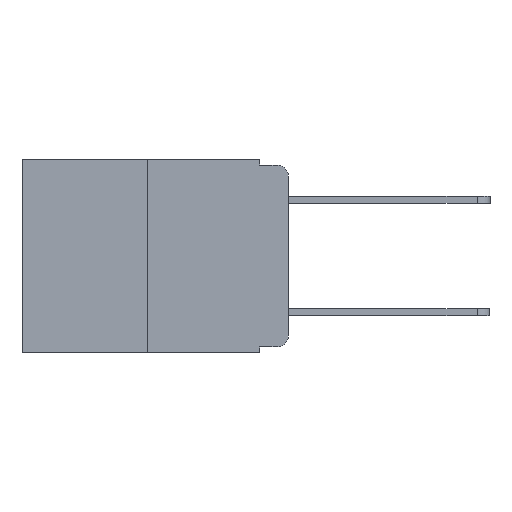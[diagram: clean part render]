
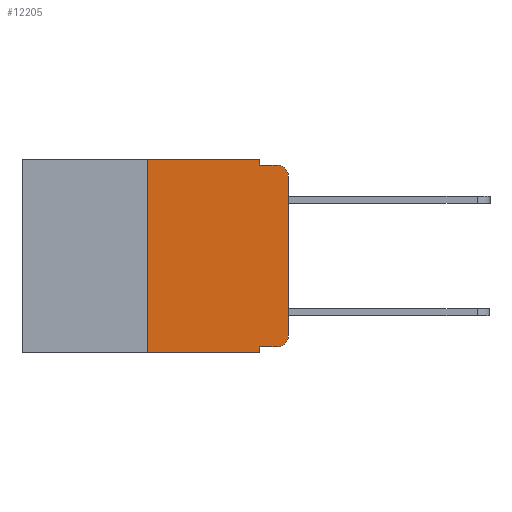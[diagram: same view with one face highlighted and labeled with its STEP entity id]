
A CAD part, left-side view. The second image highlights one B-rep face of the part: STEP entity #12205.
In plain terms, the highlighted planar face has unit normal (-1, 0, 0).
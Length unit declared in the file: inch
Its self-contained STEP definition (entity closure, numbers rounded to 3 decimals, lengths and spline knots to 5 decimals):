
#45 = VECTOR ( 'NONE', #7475, 39.37008 ) ;
#218 = EDGE_CURVE ( 'NONE', #17989, #510, #16721, .T. ) ;
#346 = VECTOR ( 'NONE', #6995, 39.37008 ) ;
#510 = VERTEX_POINT ( 'NONE', #18903 ) ;
#765 = CARTESIAN_POINT ( 'NONE',  ( 0., 0.02, -0.333 ) ) ;
#881 = PLANE ( 'NONE',  #7000 ) ;
#1321 = EDGE_CURVE ( 'NONE', #12179, #17989, #10635, .T. ) ;
#1631 = VECTOR ( 'NONE', #4189, 39.37008 ) ;
#1675 = VECTOR ( 'NONE', #5453, 39.37008 ) ;
#1824 = ORIENTED_EDGE ( 'NONE', *, *, #3420, .T. ) ;
#1895 = LINE ( 'NONE', #6068, #14693 ) ;
#2338 = ORIENTED_EDGE ( 'NONE', *, *, #9850, .T. ) ;
#2555 = VERTEX_POINT ( 'NONE', #14621 ) ;
#2779 = VERTEX_POINT ( 'NONE', #6279 ) ;
#2794 = ORIENTED_EDGE ( 'NONE', *, *, #11554, .F. ) ;
#3244 = CARTESIAN_POINT ( 'NONE',  ( 0., 0.25, 0. ) ) ;
#3277 = ORIENTED_EDGE ( 'NONE', *, *, #19961, .T. ) ;
#3420 = EDGE_CURVE ( 'NONE', #12179, #13394, #4517, .T. ) ;
#3907 = DIRECTION ( 'NONE',  ( -1., 0., 0. ) ) ;
#3970 = EDGE_LOOP ( 'NONE', ( #17614, #17637, #11044, #14353, #9208, #9747, #1824, #2794, #2338, #3277 ) ) ;
#4189 = DIRECTION ( 'NONE',  ( 0., 0., -1. ) ) ;
#4240 = CARTESIAN_POINT ( 'NONE',  ( 0., 0.473, 0. ) ) ;
#4517 = LINE ( 'NONE', #10002, #45 ) ;
#4864 = CIRCLE ( 'NONE', #11719, 0.02 ) ;
#4927 = VERTEX_POINT ( 'NONE', #8131 ) ;
#5012 = DIRECTION ( 'NONE',  ( 0., 0., -1. ) ) ;
#5015 = CARTESIAN_POINT ( 'NONE',  ( 0., 0.051, 0. ) ) ;
#5275 = LINE ( 'NONE', #17935, #346 ) ;
#5453 = DIRECTION ( 'NONE',  ( 0., 0., 1. ) ) ;
#5726 = EDGE_CURVE ( 'NONE', #510, #17940, #9497, .T. ) ;
#5735 = CARTESIAN_POINT ( 'NONE',  ( 0., 0.051, 0. ) ) ;
#6012 = LINE ( 'NONE', #5735, #1631 ) ;
#6068 = CARTESIAN_POINT ( 'NONE',  ( 0., 0.051, -0.333 ) ) ;
#6240 = FACE_OUTER_BOUND ( 'NONE', #3970, .T. ) ;
#6279 = CARTESIAN_POINT ( 'NONE',  ( 0., 0., -0.03 ) ) ;
#6322 = VECTOR ( 'NONE', #19614, 39.37008 ) ;
#6447 = CARTESIAN_POINT ( 'NONE',  ( 0., 0.051, -0.01 ) ) ;
#6653 = VERTEX_POINT ( 'NONE', #765 ) ;
#6866 = AXIS2_PLACEMENT_3D ( 'NONE', #13490, #3907, #15016 ) ;
#6995 = DIRECTION ( 'NONE',  ( 0., -1., 0. ) ) ;
#7000 = AXIS2_PLACEMENT_3D ( 'NONE', #4240, #7493, #18381 ) ;
#7475 = DIRECTION ( 'NONE',  ( 0., -1., 0. ) ) ;
#7493 = DIRECTION ( 'NONE',  ( 1., 0., 0. ) ) ;
#8131 = CARTESIAN_POINT ( 'NONE',  ( 0., 0.02, -0.01 ) ) ;
#8144 = CARTESIAN_POINT ( 'NONE',  ( 0., 0.25, 0. ) ) ;
#8477 = DIRECTION ( 'NONE',  ( -1., 0., 0. ) ) ;
#9025 = EDGE_CURVE ( 'NONE', #17940, #4927, #5275, .T. ) ;
#9208 = ORIENTED_EDGE ( 'NONE', *, *, #218, .F. ) ;
#9497 = LINE ( 'NONE', #5015, #17224 ) ;
#9747 = ORIENTED_EDGE ( 'NONE', *, *, #1321, .F. ) ;
#9850 = EDGE_CURVE ( 'NONE', #19861, #6653, #1895, .T. ) ;
#10002 = CARTESIAN_POINT ( 'NONE',  ( 0., 0.473, -0.343 ) ) ;
#10369 = LINE ( 'NONE', #13430, #1675 ) ;
#10635 = LINE ( 'NONE', #8144, #6322 ) ;
#11044 = ORIENTED_EDGE ( 'NONE', *, *, #9025, .F. ) ;
#11554 = EDGE_CURVE ( 'NONE', #19861, #13394, #6012, .T. ) ;
#11719 = AXIS2_PLACEMENT_3D ( 'NONE', #17753, #8477, #19265 ) ;
#12179 = VERTEX_POINT ( 'NONE', #18308 ) ;
#12205 = ADVANCED_FACE ( 'NONE', ( #6240 ), #881, .F. ) ;
#13226 = EDGE_CURVE ( 'NONE', #2779, #4927, #15332, .T. ) ;
#13394 = VERTEX_POINT ( 'NONE', #16971 ) ;
#13430 = CARTESIAN_POINT ( 'NONE',  ( 0., 0., 0. ) ) ;
#13490 = CARTESIAN_POINT ( 'NONE',  ( 0., 0.02, -0.03 ) ) ;
#14353 = ORIENTED_EDGE ( 'NONE', *, *, #5726, .F. ) ;
#14453 = CARTESIAN_POINT ( 'NONE',  ( 0., 0.051, -0.333 ) ) ;
#14621 = CARTESIAN_POINT ( 'NONE',  ( 0., 0., -0.313 ) ) ;
#14693 = VECTOR ( 'NONE', #17083, 39.37008 ) ;
#15016 = DIRECTION ( 'NONE',  ( 0., 0., -1. ) ) ;
#15332 = CIRCLE ( 'NONE', #6866, 0.02 ) ;
#15820 = EDGE_CURVE ( 'NONE', #2555, #2779, #10369, .T. ) ;
#16721 = LINE ( 'NONE', #20052, #20201 ) ;
#16971 = CARTESIAN_POINT ( 'NONE',  ( 0., 0.051, -0.343 ) ) ;
#17083 = DIRECTION ( 'NONE',  ( 0., -1., 0. ) ) ;
#17224 = VECTOR ( 'NONE', #5012, 39.37008 ) ;
#17614 = ORIENTED_EDGE ( 'NONE', *, *, #15820, .T. ) ;
#17637 = ORIENTED_EDGE ( 'NONE', *, *, #13226, .T. ) ;
#17753 = CARTESIAN_POINT ( 'NONE',  ( 0., 0.02, -0.313 ) ) ;
#17935 = CARTESIAN_POINT ( 'NONE',  ( 0., 0.051, -0.01 ) ) ;
#17940 = VERTEX_POINT ( 'NONE', #6447 ) ;
#17989 = VERTEX_POINT ( 'NONE', #3244 ) ;
#18308 = CARTESIAN_POINT ( 'NONE',  ( 0., 0.25, -0.343 ) ) ;
#18381 = DIRECTION ( 'NONE',  ( 0., 0., -1. ) ) ;
#18903 = CARTESIAN_POINT ( 'NONE',  ( 0., 0.051, 0. ) ) ;
#19081 = DIRECTION ( 'NONE',  ( 0., -1., 0. ) ) ;
#19265 = DIRECTION ( 'NONE',  ( 0., 0., -1. ) ) ;
#19614 = DIRECTION ( 'NONE',  ( 0., 0., 1. ) ) ;
#19861 = VERTEX_POINT ( 'NONE', #14453 ) ;
#19961 = EDGE_CURVE ( 'NONE', #6653, #2555, #4864, .T. ) ;
#20052 = CARTESIAN_POINT ( 'NONE',  ( 0., 0.473, 0. ) ) ;
#20201 = VECTOR ( 'NONE', #19081, 39.37008 ) ;
